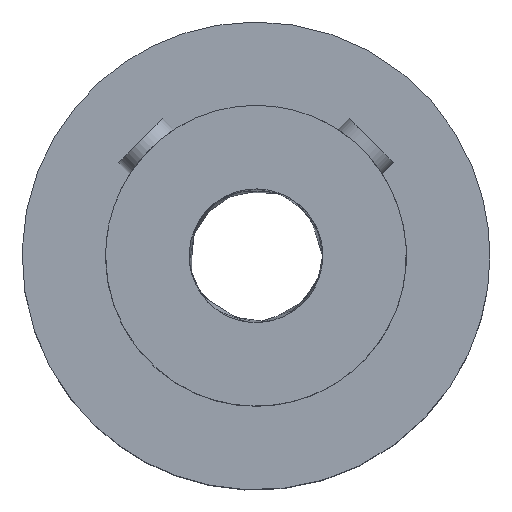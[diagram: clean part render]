
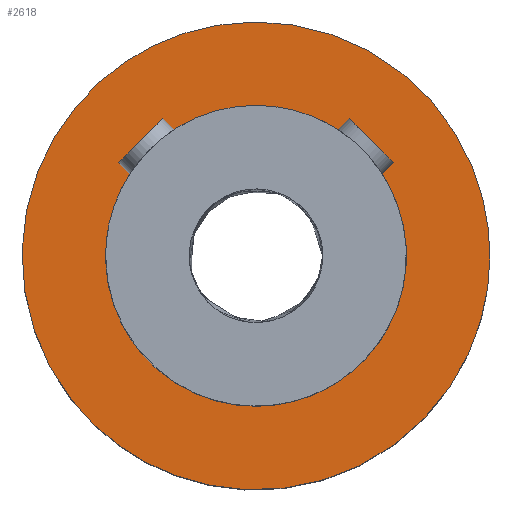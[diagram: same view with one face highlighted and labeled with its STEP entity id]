
A CAD part, top view. The second image highlights one B-rep face of the part: STEP entity #2618.
In plain terms, the highlighted free-form (B-spline) face has degree [1, 1] with [2, 2] control points.
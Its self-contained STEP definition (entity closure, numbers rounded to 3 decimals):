
#580 = VERTEX_POINT('',#581);
#581 = CARTESIAN_POINT('',(-9.475,0.,
    7.317));
#586 = EDGE_CURVE('',#580,#580,#587,.T.);
#587 = ( BOUNDED_CURVE() B_SPLINE_CURVE(2,(#588,#589,#590,#591,#592,#593
,#594),.UNSPECIFIED.,.T.,.F.) B_SPLINE_CURVE_WITH_KNOTS((3,2,2,3),(
    3.142,5.236,7.33,9.425),
.PIECEWISE_BEZIER_KNOTS.) CURVE() GEOMETRIC_REPRESENTATION_ITEM() 
RATIONAL_B_SPLINE_CURVE((1.,0.5,1.,0.5,1.,0.5,1.)) REPRESENTATION_ITEM(
  '') );
#588 = CARTESIAN_POINT('',(-9.475,0.,
    7.317));
#589 = CARTESIAN_POINT('',(-9.475,16.411,7.317
    ));
#590 = CARTESIAN_POINT('',(4.737,8.205,7.317)
  );
#591 = CARTESIAN_POINT('',(18.95,0.,
    7.317));
#592 = CARTESIAN_POINT('',(4.737,-8.205,7.317)
  );
#593 = CARTESIAN_POINT('',(-9.475,-16.411,7.317
    ));
#594 = CARTESIAN_POINT('',(-9.475,0.,
    7.317));
#2581 = EDGE_CURVE('',#2582,#2582,#2584,.T.);
#2582 = VERTEX_POINT('',#2583);
#2583 = CARTESIAN_POINT('',(14.739,0.,
    7.317));
#2584 = ( BOUNDED_CURVE() B_SPLINE_CURVE(2,(#2585,#2586,#2587,#2588,
#2589,#2590,#2591),.UNSPECIFIED.,.T.,.F.) B_SPLINE_CURVE_WITH_KNOTS((3,2
    ,2,3),(3.142,5.236,7.33,9.425),
.PIECEWISE_BEZIER_KNOTS.) CURVE() GEOMETRIC_REPRESENTATION_ITEM() 
RATIONAL_B_SPLINE_CURVE((1.,0.5,1.,0.5,1.,0.5,1.)) REPRESENTATION_ITEM(
  '') );
#2585 = CARTESIAN_POINT('',(14.739,0.,
    7.317));
#2586 = CARTESIAN_POINT('',(14.739,-25.528,
    7.317));
#2587 = CARTESIAN_POINT('',(-7.369,-12.764,
    7.317));
#2588 = CARTESIAN_POINT('',(-29.477,0.,
    7.317));
#2589 = CARTESIAN_POINT('',(-7.369,12.764,
    7.317));
#2590 = CARTESIAN_POINT('',(14.739,25.528,
    7.317));
#2591 = CARTESIAN_POINT('',(14.739,0.,
    7.317));
#2618 = ADVANCED_FACE('',(#2619,#2622),#2625,.F.);
#2619 = FACE_BOUND('',#2620,.T.);
#2620 = EDGE_LOOP('',(#2621));
#2621 = ORIENTED_EDGE('',*,*,#2581,.F.);
#2622 = FACE_BOUND('',#2623,.T.);
#2623 = EDGE_LOOP('',(#2624));
#2624 = ORIENTED_EDGE('',*,*,#586,.T.);
#2625 = B_SPLINE_SURFACE_WITH_KNOTS('',1,1,(
    (#2626,#2627)
    ,(#2628,#2629
    )),.UNSPECIFIED.,.F.,.F.,.F.,(2,2),(2,2),(-14.,14.),(-14.,14.),
  .PIECEWISE_BEZIER_KNOTS.);
#2626 = CARTESIAN_POINT('',(14.739,-14.739,
    7.317));
#2627 = CARTESIAN_POINT('',(14.739,14.739,
    7.317));
#2628 = CARTESIAN_POINT('',(-14.739,-14.739,
    7.317));
#2629 = CARTESIAN_POINT('',(-14.739,14.739,
    7.317));
